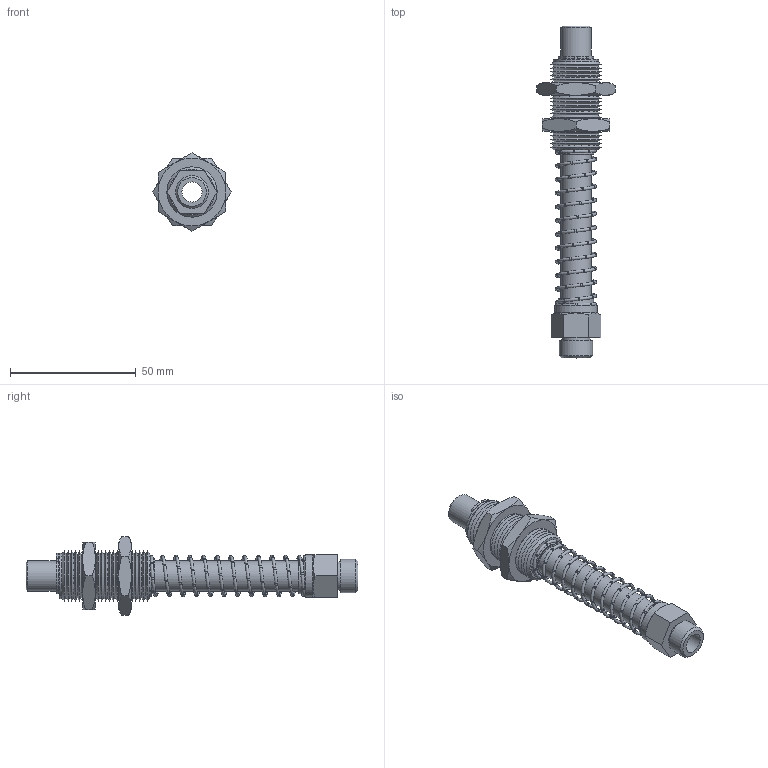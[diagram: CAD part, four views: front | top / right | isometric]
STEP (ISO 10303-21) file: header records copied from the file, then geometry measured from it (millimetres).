
FILE_DESCRIPTION(/* description */ (''),/* implementation_level */ '2;1');
FILE_NAME(/* name */ 'tlc12-45agm.stp',/* time_stamp */ '2021-02-19T11:29:02+01:00',/* author */ ('enginyeria'),/* organization */ (''),/* preprocessor_version */ 'ST-DEVELOPER v17.2',/* originating_system */ 'Autodesk Inventor 2019',/* authorisation */ '');
FILE_SCHEMA (('CONFIG_CONTROL_DESIGN'));
Length unit declared in the file: millimetre
Products named in the file (1): tlc12-45agm
Bounding box: 31.18 x 132 x 31.18 mm (x, y, z)
Volume: 20137.6 mm3; surface area: 16422.3 mm2
Topology: 1 solids, 6 shells, 370 faces, 1265 edges, 894 vertices
Faces by surface type: cylinder 142, torus 102, cone 79, plane 47
Full cylindrical faces by diameter (mm): 1.15 x82, 2 x2, 8 x2, 10.647 x1, 11 x1, 11.445 x1, 12 x3, 12.2 x1, 13.157 x1, 14 x2, 17 x1, 18 x1, 18.376 x6
Entity records: 15904 total; most frequent: CARTESIAN_POINT 4160, DIRECTION 2757, ORIENTED_EDGE 2530, AXIS2_PLACEMENT_3D 1275, EDGE_CURVE 1265, VERTEX_POINT 894, CIRCLE 856, EDGE_LOOP 405
